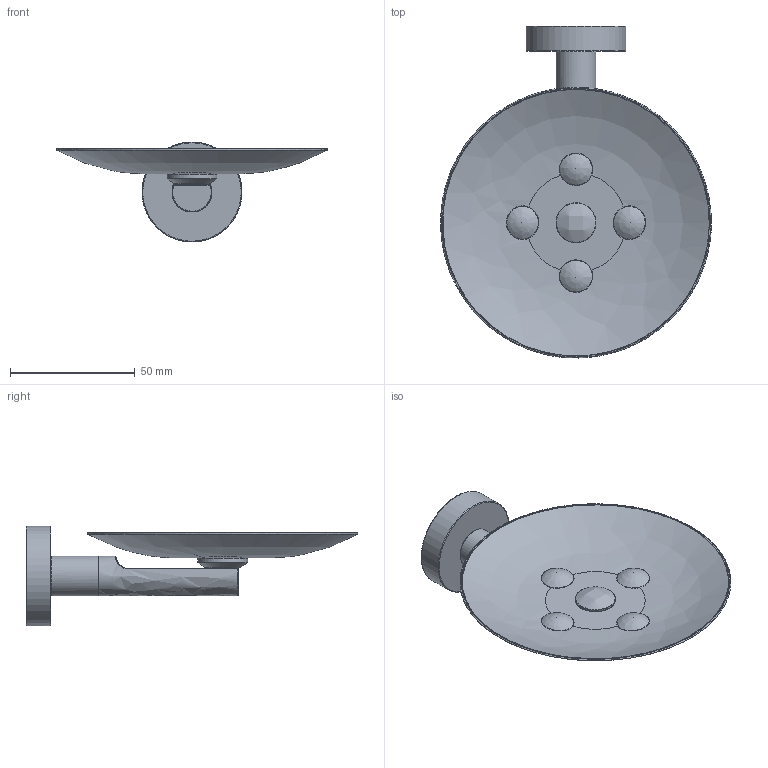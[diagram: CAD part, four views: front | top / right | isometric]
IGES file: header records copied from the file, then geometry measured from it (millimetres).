
Start section: C
Global section: file name: CBA02.igs; native system: By Siemens PLM Incorporated; preprocessor: XPlus GENERIC/IGES 18.0.17; author: Author; organization: Title; date: 20160315.111522; units: millimetre
Bounding box: 108.37 x 132.92 x 40 mm (x, y, z)
Volume: 27682.7 mm3; surface area: 30195.7 mm2
Topology: 5 solids, 5 shells, 106 faces, 269 edges, 163 vertices
Faces by surface type: bspline 106
